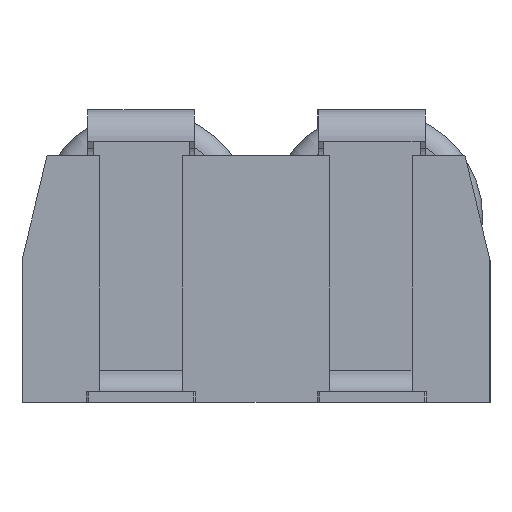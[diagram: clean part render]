
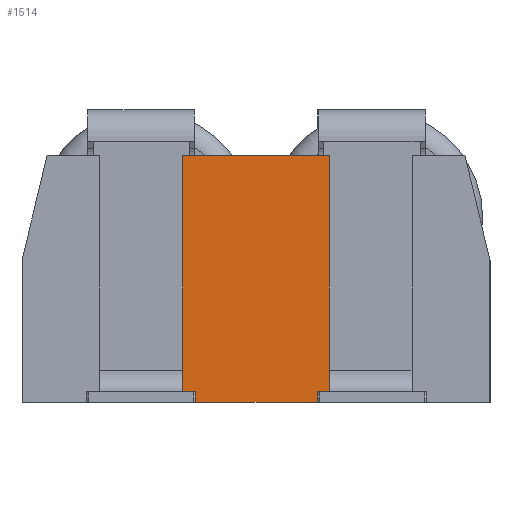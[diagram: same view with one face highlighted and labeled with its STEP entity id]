
A CAD part, left-side view. The second image highlights one B-rep face of the part: STEP entity #1514.
In plain terms, the highlighted planar face has unit normal (-1, 0, 0).
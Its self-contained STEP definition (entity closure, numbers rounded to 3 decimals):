
#639 = VERTEX_POINT('',#640);
#640 = CARTESIAN_POINT('',(-27.1,3.5,11.8));
#646 = EDGE_CURVE('',#647,#639,#649,.T.);
#647 = VERTEX_POINT('',#648);
#648 = CARTESIAN_POINT('',(-27.1,-3.5,11.8));
#649 = LINE('',#650,#651);
#650 = CARTESIAN_POINT('',(-27.1,-11.2,11.8));
#651 = VECTOR('',#652,1.);
#652 = DIRECTION('',(0.,1.,0.));
#1143 = VERTEX_POINT('',#1144);
#1144 = CARTESIAN_POINT('',(-27.1,3.5,0.));
#1150 = EDGE_CURVE('',#1151,#1143,#1153,.T.);
#1151 = VERTEX_POINT('',#1152);
#1152 = CARTESIAN_POINT('',(-27.1,-3.5,0.));
#1153 = LINE('',#1154,#1155);
#1154 = CARTESIAN_POINT('',(-27.1,-11.2,0.));
#1155 = VECTOR('',#1156,1.);
#1156 = DIRECTION('',(0.,1.,0.));
#1504 = EDGE_CURVE('',#1151,#647,#1505,.T.);
#1505 = LINE('',#1506,#1507);
#1506 = CARTESIAN_POINT('',(-27.1,-3.5,0.));
#1507 = VECTOR('',#1508,1.);
#1508 = DIRECTION('',(0.,0.,1.));
#1514 = ADVANCED_FACE('',(#1515),#1526,.T.);
#1515 = FACE_BOUND('',#1516,.T.);
#1516 = EDGE_LOOP('',(#1517,#1518,#1519,#1520));
#1517 = ORIENTED_EDGE('',*,*,#1150,.F.);
#1518 = ORIENTED_EDGE('',*,*,#1504,.T.);
#1519 = ORIENTED_EDGE('',*,*,#646,.T.);
#1520 = ORIENTED_EDGE('',*,*,#1521,.T.);
#1521 = EDGE_CURVE('',#639,#1143,#1522,.T.);
#1522 = LINE('',#1523,#1524);
#1523 = CARTESIAN_POINT('',(-27.1,3.5,0.));
#1524 = VECTOR('',#1525,1.);
#1525 = DIRECTION('',(0.,0.,-1.));
#1526 = PLANE('',#1527);
#1527 = AXIS2_PLACEMENT_3D('',#1528,#1529,#1530);
#1528 = CARTESIAN_POINT('',(-27.1,-11.2,0.));
#1529 = DIRECTION('',(-1.,0.,0.));
#1530 = DIRECTION('',(0.,1.,0.));
